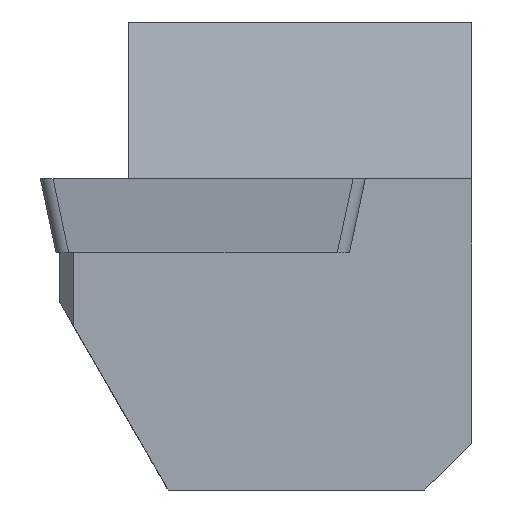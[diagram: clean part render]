
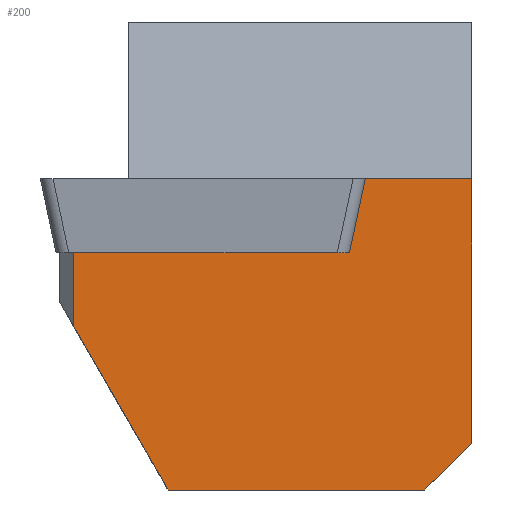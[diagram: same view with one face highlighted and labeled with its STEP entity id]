
A CAD part, left-side view. The second image highlights one B-rep face of the part: STEP entity #200.
In plain terms, the highlighted planar face has unit normal (-1, -0.018, 0).
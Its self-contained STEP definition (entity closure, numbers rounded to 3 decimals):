
#89=LINE('',#806,#144);
#90=LINE('',#809,#145);
#91=LINE('',#811,#146);
#92=LINE('',#813,#147);
#93=LINE('',#815,#148);
#94=LINE('',#817,#149);
#144=VECTOR('',#653,1.);
#145=VECTOR('',#654,1.);
#146=VECTOR('',#655,1.);
#147=VECTOR('',#656,1.);
#148=VECTOR('',#657,1.);
#149=VECTOR('',#658,1.);
#200=ADVANCED_FACE('',(#254),#232,.F.);
#232=PLANE('',#600);
#254=FACE_OUTER_BOUND('',#274,.T.);
#274=EDGE_LOOP('',(#319,#320,#321,#322,#323,#324));
#319=ORIENTED_EDGE('',*,*,#517,.F.);
#320=ORIENTED_EDGE('',*,*,#518,.T.);
#321=ORIENTED_EDGE('',*,*,#519,.T.);
#322=ORIENTED_EDGE('',*,*,#520,.T.);
#323=ORIENTED_EDGE('',*,*,#521,.T.);
#324=ORIENTED_EDGE('',*,*,#522,.F.);
#465=VERTEX_POINT('',#807);
#466=VERTEX_POINT('',#808);
#467=VERTEX_POINT('',#810);
#468=VERTEX_POINT('',#812);
#469=VERTEX_POINT('',#814);
#470=VERTEX_POINT('',#816);
#517=EDGE_CURVE('',#465,#466,#89,.T.);
#518=EDGE_CURVE('',#465,#467,#90,.T.);
#519=EDGE_CURVE('',#467,#468,#91,.T.);
#520=EDGE_CURVE('',#468,#469,#92,.T.);
#521=EDGE_CURVE('',#469,#470,#93,.T.);
#522=EDGE_CURVE('',#466,#470,#94,.T.);
#600=AXIS2_PLACEMENT_3D('',#818,#659,#660);
#653=DIRECTION('',(0.017,-1.,0.));
#654=DIRECTION('',(0.,0.,-1.));
#655=DIRECTION('',(0.009,-0.5,-0.866));
#656=DIRECTION('',(0.017,-1.,0.));
#657=DIRECTION('',(0.012,-0.707,0.707));
#658=DIRECTION('',(0.,0.,-1.));
#659=DIRECTION('',(1.,0.017,0.));
#660=DIRECTION('',(-0.017,1.,0.));
#806=CARTESIAN_POINT('',(0.54,-0.855,-0.01));
#807=CARTESIAN_POINT('',(0.549,-1.355,-0.01));
#808=CARTESIAN_POINT('',(0.772,-14.105,-0.01));
#809=CARTESIAN_POINT('',(0.549,-1.355,5.02));
#810=CARTESIAN_POINT('',(0.549,-1.355,-4.746));
#811=CARTESIAN_POINT('',(0.473,2.998,2.794));
#812=CARTESIAN_POINT('',(0.602,-4.377,-9.98));
#813=CARTESIAN_POINT('',(0.54,-0.855,-9.98));
#814=CARTESIAN_POINT('',(0.745,-12.605,-9.98));
#815=CARTESIAN_POINT('',(0.772,-14.105,-8.48));
#816=CARTESIAN_POINT('',(0.772,-14.105,-8.48));
#817=CARTESIAN_POINT('',(0.772,-14.105,5.02));
#818=CARTESIAN_POINT('',(0.54,-0.855,5.02));
